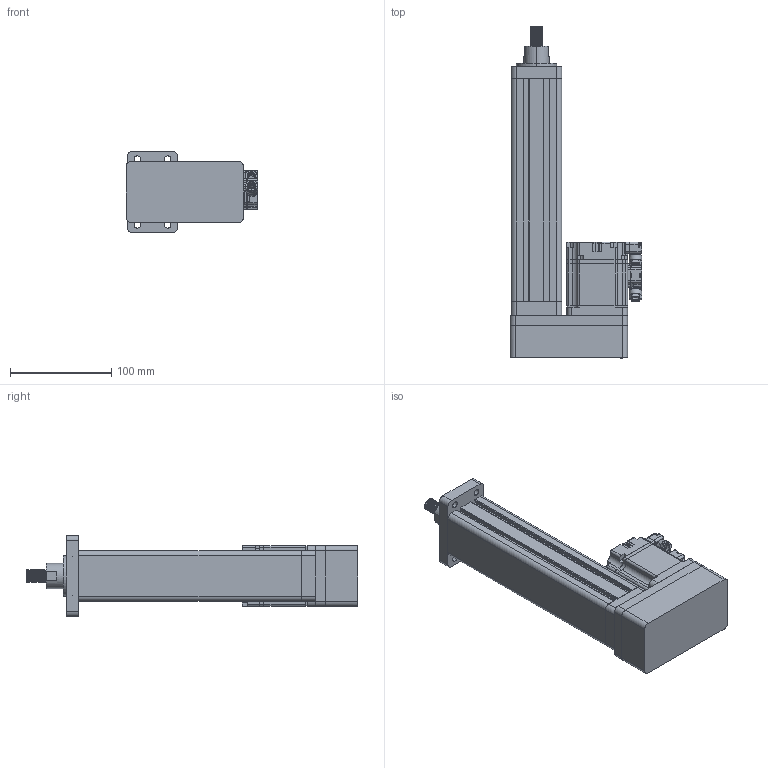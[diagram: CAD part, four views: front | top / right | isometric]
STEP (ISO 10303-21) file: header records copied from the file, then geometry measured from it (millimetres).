
FILE_DESCRIPTION (( 'STEP AP203' ), '1' );
FILE_NAME ('RLA50-5QF-0.8KN-R150-208mm-s.STEP', '2025-01-10T00:11:23', ( '微软用户' ), ( '微软中国' ), 'SwSTEP 2.0', 'SolidWorks 2022', '' );
FILE_SCHEMA (( 'CONFIG_CONTROL_DESIGN' ));
Length unit declared in the file: millimetre
Products named in the file (32): MS1H1-20B30CB-(x)331Z.stp; 31740004--1-SOLI00_1_1_1_2_3_1.stp; _1-SO-773040001_1_1_1.stp; _1-SO-785730001_1_1_1.stp; 31090514--MS1H1-200001_1_1_1.stp; 22010150--1-SOLI00_1_1_1_2_3_1.stp; 31090648--1-SOL000_1_1_1_1.stp; 30_1_1_1_2_3_1.stp; 21E8-005-1073-P4_1_1_1_1.stp; _1-SO-767190001_1_1_1.stp; _1-SO-162270001_1_1_1.stp; MS1H1-20B30CB-A331Z_1_ASM_1_ASM_ASM.stp; _1-SO-768380001_1_1_1.stp; 31900522--1-SOL000_1_1_1_2_3_1.stp; _1-SO-254980001_1_1_1.stp; _1-SO-784980001_1_1_1.stp; _1-SO-772570001_1_1_1.stp; MS1H1-20B30CB-A331Z_ASM_1-33226_ASM.stp; _1-SO-597020001_1_1_1.stp; MS1H1-20B30CB-A331Z-S_ASM_1_ASM.stp; RLA50-5QF-0.8KN-R150-208mm-s; _1-SO-67710001_1_1_1.stp; _1-SO-732150001_1_1_1.stp; _1-SO-415730001_1_1_1.stp; 31100246--1-SOLI00_1_1_1_2_3_1.stp; _1-SO-153640001_1_1_1.stp; 200W-3000不带刹车; 50缸行程150折叠前法兰安装; _60-1-SO0001_1_1_1_2_3_1.stp; 21E8-005-1072-P4_1_1_1_1.stp; MS1H1-20B30CB-A331Z_ASM_1-33191_ASM.stp; _1-SO-451590001_1_1_1.stp
Assembly tree (31 placements, depth 8):
  RLA50-5QF-0.8KN-R150-208mm-s
    50缸行程150折叠前法兰安装
    200W-3000不带刹车
      MS1H1-20B30CB-(x)331Z.stp
        MS1H1-20B30CB-A331Z-S_ASM_1_ASM.stp
          MS1H1-20B30CB-A331Z_ASM_1-33226_ASM.stp
            MS1H1-20B30CB-A331Z_ASM_1-33191_ASM.stp
              MS1H1-20B30CB-A331Z_1_ASM_1_ASM_ASM.stp
                30_1_1_1_2_3_1.stp
                _1-SO-67710001_1_1_1.stp
                _1-SO-153640001_1_1_1.stp
                _1-SO-162270001_1_1_1.stp
                31740004--1-SOLI00_1_1_1_2_3_1.stp
                _1-SO-254980001_1_1_1.stp
                _1-SO-415730001_1_1_1.stp
                _1-SO-451590001_1_1_1.stp
                31900522--1-SOL000_1_1_1_2_3_1.stp
                _1-SO-597020001_1_1_1.stp
                _1-SO-732150001_1_1_1.stp
                _1-SO-767190001_1_1_1.stp
                _1-SO-768380001_1_1_1.stp
                31090514--MS1H1-200001_1_1_1.stp
                _1-SO-772570001_1_1_1.stp
                _1-SO-773040001_1_1_1.stp
                _60-1-SO0001_1_1_1_2_3_1.stp
                31100246--1-SOLI00_1_1_1_2_3_1.stp
                _1-SO-784980001_1_1_1.stp
                _1-SO-785730001_1_1_1.stp
                22010150--1-SOLI00_1_1_1_2_3_1.stp
                31090648--1-SOL000_1_1_1_1.stp
          21E8-005-1072-P4_1_1_1_1.stp
          21E8-005-1073-P4_1_1_1_1.stp
Bounding box: 130.1 x 328 x 80 mm (x, y, z)
Volume: 843304.9 mm3; surface area: 198996.4 mm2
Topology: 23 solids, 28 shells, 1846 faces, 4951 edges, 3236 vertices
Faces by surface type: plane 1105, cylinder 544, torus 87, bspline 66, cone 44
Entity records: 67661 total; most frequent: CARTESIAN_POINT 17696, ORIENTED_EDGE 9890, DIRECTION 9513, EDGE_CURVE 4949, VECTOR 3245, LINE 3245, VERTEX_POINT 3236, AXIS2_PLACEMENT_3D 3134
